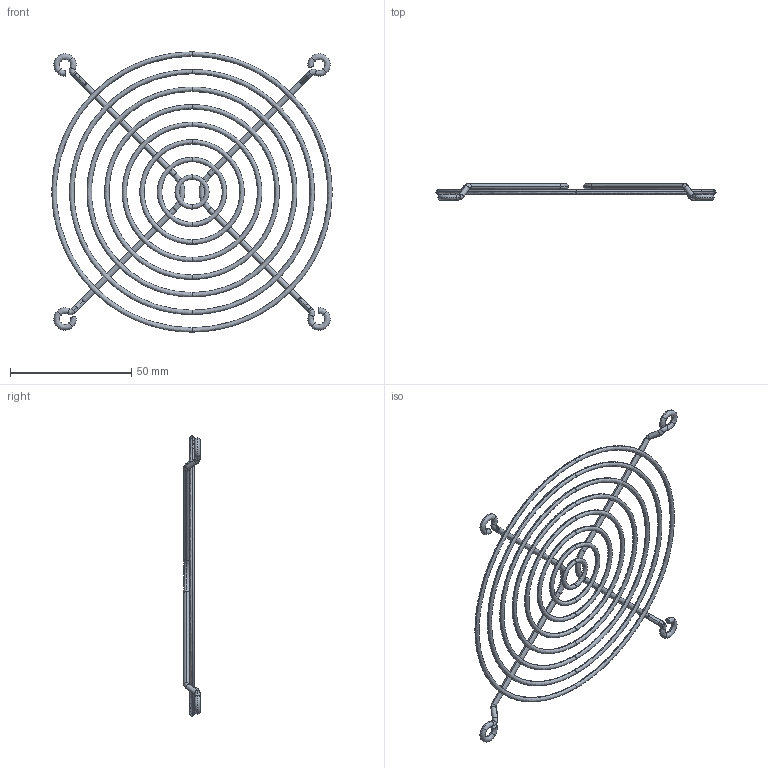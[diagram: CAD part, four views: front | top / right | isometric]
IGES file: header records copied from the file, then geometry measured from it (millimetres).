
Start section: SolidWorks IGES file using analytic representation for surfaces
Global section: file name: sc120_w16.IGS; native system: SolidWorks 2010; preprocessor: SolidWorks 2010; author: umeshp; date: 101026.110715; units: millimetre
Bounding box: 115.54 x 6.81 x 115.6 mm (x, y, z)
Surface area: 11566.8 mm2 (no closed solid volume)
Topology: 0 solids, 0 shells, 108 faces, 576 edges, 576 vertices
Faces by surface type: bspline 88, revolution 20
